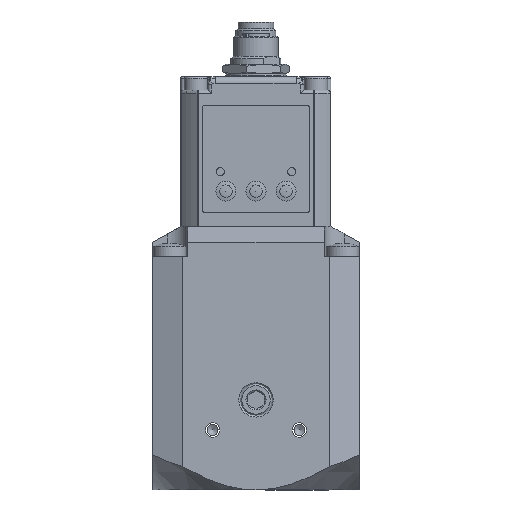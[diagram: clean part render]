
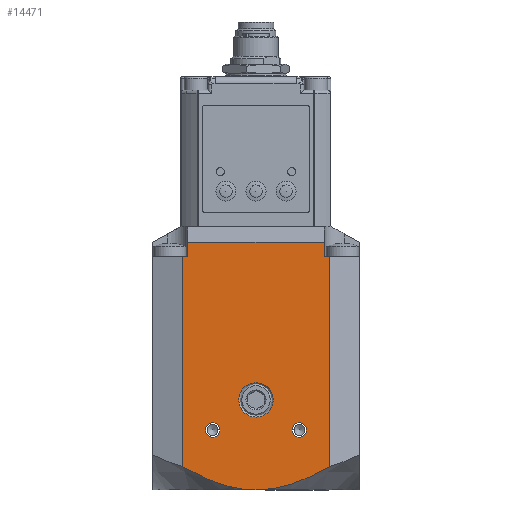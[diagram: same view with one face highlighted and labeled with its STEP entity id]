
A CAD part, left-side view. The second image highlights one B-rep face of the part: STEP entity #14471.
In plain terms, the highlighted planar face has unit normal (-1, 0, 0).
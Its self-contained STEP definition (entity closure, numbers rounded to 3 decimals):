
#128=FACE_BOUND('',#4326,.T.);
#129=FACE_BOUND('',#4327,.T.);
#130=FACE_BOUND('',#4328,.T.);
#540=LINE('',#21734,#1580);
#859=LINE('',#23978,#1899);
#873=LINE('',#24013,#1913);
#1104=LINE('',#25188,#2144);
#1114=LINE('',#25245,#2154);
#1115=LINE('',#25247,#2155);
#1116=LINE('',#25248,#2156);
#1580=VECTOR('',#16616,10.);
#1899=VECTOR('',#17965,10.);
#1913=VECTOR('',#18005,10.);
#2144=VECTOR('',#18498,10.);
#2154=VECTOR('',#18568,10.);
#2155=VECTOR('',#18571,10.);
#2156=VECTOR('',#18572,10.);
#2809=PLANE('',#15760);
#3068=(
BOUNDED_CURVE()
B_SPLINE_CURVE(2,(#25132,#25133,#25134),.UNSPECIFIED.,.F.,.F.)
B_SPLINE_CURVE_WITH_KNOTS((3,3),(4.577,7.382),
 .UNSPECIFIED.)
CURVE()
GEOMETRIC_REPRESENTATION_ITEM()
RATIONAL_B_SPLINE_CURVE((1.,1.092,1.071))
REPRESENTATION_ITEM('')
);
#3074=(
BOUNDED_CURVE()
B_SPLINE_CURVE(2,(#25162,#25163,#25164),.UNSPECIFIED.,.F.,.F.)
B_SPLINE_CURVE_WITH_KNOTS((3,3),(1.772,4.577),
 .UNSPECIFIED.)
CURVE()
GEOMETRIC_REPRESENTATION_ITEM()
RATIONAL_B_SPLINE_CURVE((1.071,1.092,1.))
REPRESENTATION_ITEM('')
);
#3500=FACE_OUTER_BOUND('',#4325,.T.);
#4325=EDGE_LOOP('',(#11243,#11244,#11245,#11246,#11247,#11248,#11249,#11250,
#11251));
#4326=EDGE_LOOP('',(#11252,#11253));
#4327=EDGE_LOOP('',(#11254,#11255));
#4328=EDGE_LOOP('',(#11256,#11257));
#5115=CIRCLE('',#15703,2.15);
#5116=CIRCLE('',#15704,2.15);
#5121=CIRCLE('',#15712,2.15);
#5122=CIRCLE('',#15713,2.15);
#5141=CIRCLE('',#15746,5.15);
#5142=CIRCLE('',#15747,5.15);
#5767=VERTEX_POINT('',#21731);
#5768=VERTEX_POINT('',#21733);
#6227=VERTEX_POINT('',#23972);
#6229=VERTEX_POINT('',#23976);
#6237=VERTEX_POINT('',#24011);
#6423=VERTEX_POINT('',#25096);
#6424=VERTEX_POINT('',#25097);
#6430=VERTEX_POINT('',#25115);
#6431=VERTEX_POINT('',#25116);
#6434=VERTEX_POINT('',#25127);
#6435=VERTEX_POINT('',#25131);
#6441=VERTEX_POINT('',#25161);
#6447=VERTEX_POINT('',#25187);
#6459=VERTEX_POINT('',#25221);
#6460=VERTEX_POINT('',#25222);
#7179=EDGE_CURVE('',#5768,#5767,#540,.T.);
#7866=EDGE_CURVE('',#6227,#6229,#859,.T.);
#7885=EDGE_CURVE('',#5767,#6237,#873,.T.);
#8160=EDGE_CURVE('',#6423,#6424,#5115,.T.);
#8161=EDGE_CURVE('',#6424,#6423,#5116,.T.);
#8169=EDGE_CURVE('',#6430,#6431,#5121,.T.);
#8170=EDGE_CURVE('',#6431,#6430,#5122,.T.);
#8176=EDGE_CURVE('',#6435,#6434,#3068,.T.);
#8185=EDGE_CURVE('',#6441,#6435,#3074,.T.);
#8196=EDGE_CURVE('',#6441,#6447,#1104,.T.);
#8212=EDGE_CURVE('',#6459,#6460,#5141,.T.);
#8213=EDGE_CURVE('',#6460,#6459,#5142,.T.);
#8223=EDGE_CURVE('',#6434,#5768,#1114,.T.);
#8224=EDGE_CURVE('',#6237,#6227,#1115,.T.);
#8225=EDGE_CURVE('',#6229,#6447,#1116,.T.);
#11243=ORIENTED_EDGE('',*,*,#8185,.T.);
#11244=ORIENTED_EDGE('',*,*,#8176,.T.);
#11245=ORIENTED_EDGE('',*,*,#8223,.T.);
#11246=ORIENTED_EDGE('',*,*,#7179,.T.);
#11247=ORIENTED_EDGE('',*,*,#7885,.T.);
#11248=ORIENTED_EDGE('',*,*,#8224,.T.);
#11249=ORIENTED_EDGE('',*,*,#7866,.T.);
#11250=ORIENTED_EDGE('',*,*,#8225,.T.);
#11251=ORIENTED_EDGE('',*,*,#8196,.F.);
#11252=ORIENTED_EDGE('',*,*,#8160,.T.);
#11253=ORIENTED_EDGE('',*,*,#8161,.T.);
#11254=ORIENTED_EDGE('',*,*,#8169,.T.);
#11255=ORIENTED_EDGE('',*,*,#8170,.T.);
#11256=ORIENTED_EDGE('',*,*,#8212,.T.);
#11257=ORIENTED_EDGE('',*,*,#8213,.T.);
#14471=ADVANCED_FACE('',(#3500,#128,#129,#130),#2809,.T.);
#15703=AXIS2_PLACEMENT_3D('',#25098,#18434,#18435);
#15704=AXIS2_PLACEMENT_3D('',#25099,#18436,#18437);
#15712=AXIS2_PLACEMENT_3D('',#25117,#18455,#18456);
#15713=AXIS2_PLACEMENT_3D('',#25118,#18457,#18458);
#15746=AXIS2_PLACEMENT_3D('',#25223,#18536,#18537);
#15747=AXIS2_PLACEMENT_3D('',#25224,#18538,#18539);
#15760=AXIS2_PLACEMENT_3D('',#25246,#18569,#18570);
#16616=DIRECTION('',(0.,1.,0.));
#17965=DIRECTION('',(0.,0.,-1.));
#18005=DIRECTION('',(0.,0.,1.));
#18434=DIRECTION('center_axis',(1.,0.,0.));
#18435=DIRECTION('ref_axis',(0.,0.,
-1.));
#18436=DIRECTION('center_axis',(1.,0.,0.));
#18437=DIRECTION('ref_axis',(0.,0.,
-1.));
#18455=DIRECTION('center_axis',(1.,0.,0.));
#18456=DIRECTION('ref_axis',(0.,0.,
-1.));
#18457=DIRECTION('center_axis',(1.,0.,0.));
#18458=DIRECTION('ref_axis',(0.,0.,
-1.));
#18498=DIRECTION('',(0.,0.,1.));
#18536=DIRECTION('center_axis',(1.,0.,0.));
#18537=DIRECTION('ref_axis',(0.,0.,
-1.));
#18538=DIRECTION('center_axis',(1.,0.,0.));
#18539=DIRECTION('ref_axis',(0.,0.,
-1.));
#18568=DIRECTION('',(0.,0.,1.));
#18569=DIRECTION('center_axis',(-1.,0.,0.));
#18570=DIRECTION('ref_axis',(0.,0.,
-1.));
#18571=DIRECTION('',(0.,1.,0.));
#18572=DIRECTION('',(0.,1.,0.));
#21731=CARTESIAN_POINT('',(-31.001,-20.501,-9.004));
#21733=CARTESIAN_POINT('',(-31.001,-22.001,-9.004));
#21734=CARTESIAN_POINT('',(-31.001,-29.089,-9.004));
#23972=CARTESIAN_POINT('',(-31.001,20.499,-4.741));
#23976=CARTESIAN_POINT('',(-31.001,20.499,-9.004));
#23978=CARTESIAN_POINT('',(-31.001,20.499,-8.504));
#24011=CARTESIAN_POINT('',(-31.001,-20.501,-4.741));
#24013=CARTESIAN_POINT('',(-31.001,-20.501,-8.504));
#25096=CARTESIAN_POINT('',(-31.001,12.999,-63.154));
#25097=CARTESIAN_POINT('',(-31.001,12.999,-58.854));
#25098=CARTESIAN_POINT('Origin',(-31.001,12.999,-61.004));
#25099=CARTESIAN_POINT('Origin',(-31.001,12.999,-61.004));
#25115=CARTESIAN_POINT('',(-31.001,-13.001,-63.154));
#25116=CARTESIAN_POINT('',(-31.001,-13.001,-58.854));
#25117=CARTESIAN_POINT('Origin',(-31.001,-13.001,-61.004));
#25118=CARTESIAN_POINT('Origin',(-31.001,-13.001,-61.004));
#25127=CARTESIAN_POINT('',(-31.001,-22.001,-71.991));
#25131=CARTESIAN_POINT('',(-31.001,-0.001,-79.004));
#25132=CARTESIAN_POINT('Ctrl Pts',(-31.001,-0.001,
-79.004));
#25133=CARTESIAN_POINT('Ctrl Pts',(-31.001,-9.884,-79.004));
#25134=CARTESIAN_POINT('Ctrl Pts',(-31.001,-22.001,
-71.991));
#25161=CARTESIAN_POINT('',(-31.001,21.999,-71.991));
#25162=CARTESIAN_POINT('Ctrl Pts',(-31.001,21.999,-71.991));
#25163=CARTESIAN_POINT('Ctrl Pts',(-31.001,9.881,-79.004));
#25164=CARTESIAN_POINT('Ctrl Pts',(-31.001,-0.001,
-79.004));
#25187=CARTESIAN_POINT('',(-31.001,21.999,-9.004));
#25188=CARTESIAN_POINT('',(-31.001,21.999,-79.004));
#25221=CARTESIAN_POINT('',(-31.001,-0.001,-57.154));
#25222=CARTESIAN_POINT('',(-31.001,-0.001,-46.854));
#25223=CARTESIAN_POINT('Origin',(-31.001,-0.001,
-52.004));
#25224=CARTESIAN_POINT('Origin',(-31.001,-0.001,
-52.004));
#25245=CARTESIAN_POINT('',(-31.001,-22.001,-79.004));
#25246=CARTESIAN_POINT('Origin',(-31.001,-22.001,-79.004));
#25247=CARTESIAN_POINT('',(-31.001,-31.001,-4.741));
#25248=CARTESIAN_POINT('',(-31.001,-1.914,-9.004));
